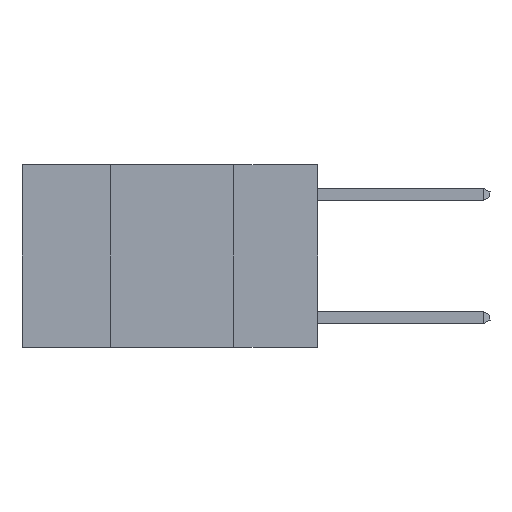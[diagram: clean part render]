
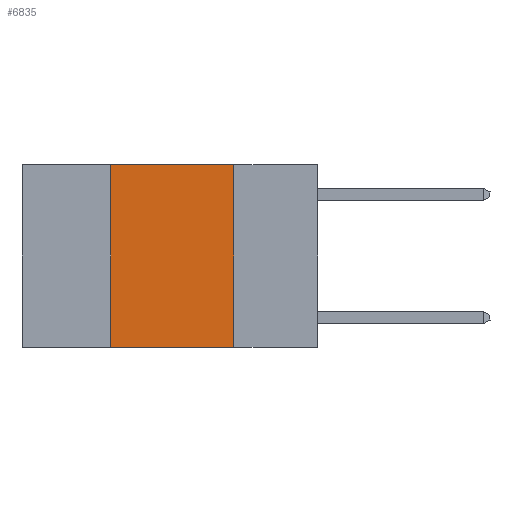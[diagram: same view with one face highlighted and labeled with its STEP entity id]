
A CAD part, left-side view. The second image highlights one B-rep face of the part: STEP entity #6835.
In plain terms, the highlighted planar face has unit normal (-1, 0, 0).
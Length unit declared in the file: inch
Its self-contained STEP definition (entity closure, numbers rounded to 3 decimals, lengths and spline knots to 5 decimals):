
#512 = DIRECTION ( 'NONE',  ( 0., 0., 1. ) ) ;
#1720 = CARTESIAN_POINT ( 'NONE',  ( 0., 0.17, -0.37 ) ) ;
#2068 = LINE ( 'NONE', #12933, #5734 ) ;
#2072 = DIRECTION ( 'NONE',  ( 0., -1., 0. ) ) ;
#2079 = LINE ( 'NONE', #19360, #18437 ) ;
#2554 = ORIENTED_EDGE ( 'NONE', *, *, #17868, .F. ) ;
#2744 = DIRECTION ( 'NONE',  ( 1., 0., 0. ) ) ;
#2924 = VECTOR ( 'NONE', #2072, 39.37008 ) ;
#5734 = VECTOR ( 'NONE', #512, 39.37008 ) ;
#5981 = VERTEX_POINT ( 'NONE', #1720 ) ;
#6835 = ADVANCED_FACE ( 'NONE', ( #10735 ), #16974, .F. ) ;
#7430 = VERTEX_POINT ( 'NONE', #19288 ) ;
#8599 = CARTESIAN_POINT ( 'NONE',  ( 0., 0.42, 0. ) ) ;
#9926 = CARTESIAN_POINT ( 'NONE',  ( 0., 0.17, 0. ) ) ;
#10270 = EDGE_LOOP ( 'NONE', ( #12012, #2554, #11270, #16827 ) ) ;
#10735 = FACE_OUTER_BOUND ( 'NONE', #10270, .T. ) ;
#10972 = VERTEX_POINT ( 'NONE', #9926 ) ;
#11270 = ORIENTED_EDGE ( 'NONE', *, *, #11727, .F. ) ;
#11727 = EDGE_CURVE ( 'NONE', #7430, #19507, #2068, .T. ) ;
#12012 = ORIENTED_EDGE ( 'NONE', *, *, #18487, .F. ) ;
#12149 = CARTESIAN_POINT ( 'NONE',  ( 0., 0.6, 0. ) ) ;
#12847 = EDGE_CURVE ( 'NONE', #7430, #5981, #19266, .T. ) ;
#12933 = CARTESIAN_POINT ( 'NONE',  ( 0., 0.42, 0. ) ) ;
#13043 = CARTESIAN_POINT ( 'NONE',  ( 0., 0.6, -0.37 ) ) ;
#13346 = DIRECTION ( 'NONE',  ( 0., 0., -1. ) ) ;
#13502 = DIRECTION ( 'NONE',  ( 0., 0., -1. ) ) ;
#13550 = AXIS2_PLACEMENT_3D ( 'NONE', #12149, #2744, #13502 ) ;
#13883 = VECTOR ( 'NONE', #17077, 39.37008 ) ;
#14212 = CARTESIAN_POINT ( 'NONE',  ( 0., 0.6, 0. ) ) ;
#16827 = ORIENTED_EDGE ( 'NONE', *, *, #12847, .T. ) ;
#16879 = LINE ( 'NONE', #14212, #13883 ) ;
#16974 = PLANE ( 'NONE',  #13550 ) ;
#17077 = DIRECTION ( 'NONE',  ( 0., -1., 0. ) ) ;
#17868 = EDGE_CURVE ( 'NONE', #19507, #10972, #16879, .T. ) ;
#18437 = VECTOR ( 'NONE', #13346, 39.37008 ) ;
#18487 = EDGE_CURVE ( 'NONE', #10972, #5981, #2079, .T. ) ;
#19266 = LINE ( 'NONE', #13043, #2924 ) ;
#19288 = CARTESIAN_POINT ( 'NONE',  ( 0., 0.42, -0.37 ) ) ;
#19360 = CARTESIAN_POINT ( 'NONE',  ( 0., 0.17, 0. ) ) ;
#19507 = VERTEX_POINT ( 'NONE', #8599 ) ;
